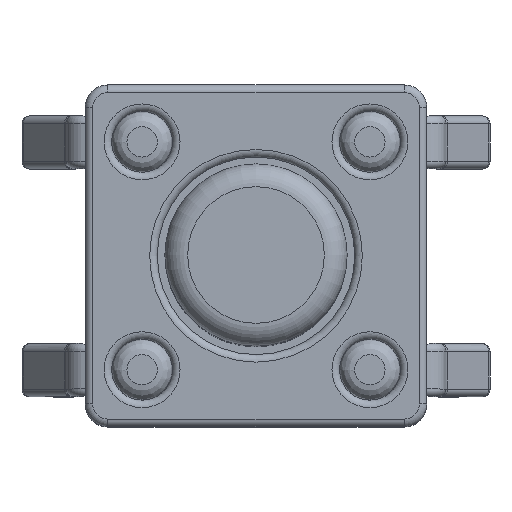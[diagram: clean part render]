
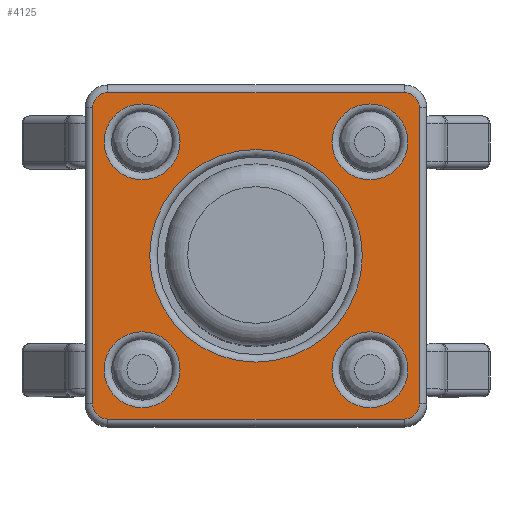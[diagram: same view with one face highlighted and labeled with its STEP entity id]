
A CAD part, top view. The second image highlights one B-rep face of the part: STEP entity #4125.
In plain terms, the highlighted planar face has unit normal (0, 0, 1).
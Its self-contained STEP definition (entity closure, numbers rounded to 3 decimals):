
#138=FACE_BOUND('',#1272,.T.);
#139=FACE_BOUND('',#1273,.T.);
#140=FACE_BOUND('',#1274,.T.);
#141=FACE_BOUND('',#1275,.T.);
#142=FACE_BOUND('',#1276,.T.);
#159=PLANE('',#4458);
#258=LINE('',#6475,#564);
#259=LINE('',#6479,#565);
#260=LINE('',#6483,#566);
#261=LINE('',#6486,#567);
#564=VECTOR('',#5076,10.);
#565=VECTOR('',#5079,10.);
#566=VECTOR('',#5082,10.);
#567=VECTOR('',#5085,10.);
#977=FACE_OUTER_BOUND('',#1271,.T.);
#1271=EDGE_LOOP('',(#2899,#2900,#2901,#2902,#2903,#2904,#2905,#2906));
#1272=EDGE_LOOP('',(#2907));
#1273=EDGE_LOOP('',(#2908));
#1274=EDGE_LOOP('',(#2909));
#1275=EDGE_LOOP('',(#2910));
#1276=EDGE_LOOP('',(#2911));
#1569=CIRCLE('',#4455,0.5);
#1572=CIRCLE('',#4459,0.2);
#1573=CIRCLE('',#4460,0.2);
#1574=CIRCLE('',#4461,0.2);
#1575=CIRCLE('',#4462,0.2);
#1576=CIRCLE('',#4463,0.5);
#1577=CIRCLE('',#4464,1.4);
#1578=CIRCLE('',#4465,0.5);
#1579=CIRCLE('',#4466,0.5);
#1857=VERTEX_POINT('',#6465);
#1859=VERTEX_POINT('',#6471);
#1860=VERTEX_POINT('',#6472);
#1861=VERTEX_POINT('',#6474);
#1862=VERTEX_POINT('',#6476);
#1863=VERTEX_POINT('',#6478);
#1864=VERTEX_POINT('',#6480);
#1865=VERTEX_POINT('',#6482);
#1866=VERTEX_POINT('',#6484);
#1867=VERTEX_POINT('',#6487);
#1868=VERTEX_POINT('',#6489);
#1869=VERTEX_POINT('',#6491);
#1870=VERTEX_POINT('',#6493);
#2226=EDGE_CURVE('',#1857,#1857,#1569,.T.);
#2229=EDGE_CURVE('',#1859,#1860,#1572,.T.);
#2230=EDGE_CURVE('',#1861,#1859,#258,.T.);
#2231=EDGE_CURVE('',#1862,#1861,#1573,.T.);
#2232=EDGE_CURVE('',#1863,#1862,#259,.T.);
#2233=EDGE_CURVE('',#1864,#1863,#1574,.T.);
#2234=EDGE_CURVE('',#1865,#1864,#260,.T.);
#2235=EDGE_CURVE('',#1866,#1865,#1575,.T.);
#2236=EDGE_CURVE('',#1860,#1866,#261,.T.);
#2237=EDGE_CURVE('',#1867,#1867,#1576,.T.);
#2238=EDGE_CURVE('',#1868,#1868,#1577,.T.);
#2239=EDGE_CURVE('',#1869,#1869,#1578,.T.);
#2240=EDGE_CURVE('',#1870,#1870,#1579,.T.);
#2899=ORIENTED_EDGE('',*,*,#2229,.F.);
#2900=ORIENTED_EDGE('',*,*,#2230,.F.);
#2901=ORIENTED_EDGE('',*,*,#2231,.F.);
#2902=ORIENTED_EDGE('',*,*,#2232,.F.);
#2903=ORIENTED_EDGE('',*,*,#2233,.F.);
#2904=ORIENTED_EDGE('',*,*,#2234,.F.);
#2905=ORIENTED_EDGE('',*,*,#2235,.F.);
#2906=ORIENTED_EDGE('',*,*,#2236,.F.);
#2907=ORIENTED_EDGE('',*,*,#2237,.F.);
#2908=ORIENTED_EDGE('',*,*,#2238,.F.);
#2909=ORIENTED_EDGE('',*,*,#2239,.F.);
#2910=ORIENTED_EDGE('',*,*,#2240,.F.);
#2911=ORIENTED_EDGE('',*,*,#2226,.F.);
#4125=ADVANCED_FACE('',(#977,#138,#139,#140,#141,#142),#159,.T.);
#4455=AXIS2_PLACEMENT_3D('',#6466,#5066,#5067);
#4458=AXIS2_PLACEMENT_3D('',#6470,#5072,#5073);
#4459=AXIS2_PLACEMENT_3D('',#6473,#5074,#5075);
#4460=AXIS2_PLACEMENT_3D('',#6477,#5077,#5078);
#4461=AXIS2_PLACEMENT_3D('',#6481,#5080,#5081);
#4462=AXIS2_PLACEMENT_3D('',#6485,#5083,#5084);
#4463=AXIS2_PLACEMENT_3D('',#6488,#5086,#5087);
#4464=AXIS2_PLACEMENT_3D('',#6490,#5088,#5089);
#4465=AXIS2_PLACEMENT_3D('',#6492,#5090,#5091);
#4466=AXIS2_PLACEMENT_3D('',#6494,#5092,#5093);
#5066=DIRECTION('center_axis',(0.,0.,1.));
#5067=DIRECTION('ref_axis',(-1.,0.,0.));
#5072=DIRECTION('center_axis',(0.,0.,1.));
#5073=DIRECTION('ref_axis',(1.,0.,0.));
#5074=DIRECTION('center_axis',(0.,0.,-1.));
#5075=DIRECTION('ref_axis',(-0.707,0.707,0.));
#5076=DIRECTION('',(0.,1.,0.));
#5077=DIRECTION('center_axis',(0.,0.,-1.));
#5078=DIRECTION('ref_axis',(-0.707,-0.707,0.));
#5079=DIRECTION('',(-1.,0.,0.));
#5080=DIRECTION('center_axis',(0.,0.,-1.));
#5081=DIRECTION('ref_axis',(0.707,-0.707,0.));
#5082=DIRECTION('',(0.,-1.,0.));
#5083=DIRECTION('center_axis',(0.,0.,-1.));
#5084=DIRECTION('ref_axis',(0.707,0.707,0.));
#5085=DIRECTION('',(1.,0.,0.));
#5086=DIRECTION('center_axis',(0.,0.,1.));
#5087=DIRECTION('ref_axis',(-1.,0.,0.));
#5088=DIRECTION('center_axis',(0.,0.,1.));
#5089=DIRECTION('ref_axis',(-1.,0.,0.));
#5090=DIRECTION('center_axis',(0.,0.,1.));
#5091=DIRECTION('ref_axis',(-1.,0.,0.));
#5092=DIRECTION('center_axis',(0.,0.,1.));
#5093=DIRECTION('ref_axis',(-1.,0.,0.));
#6465=CARTESIAN_POINT('',(2.,-1.5,2.9));
#6466=CARTESIAN_POINT('Origin',(1.5,-1.5,2.9));
#6470=CARTESIAN_POINT('Origin',(0.,0.,2.9));
#6471=CARTESIAN_POINT('',(-2.15,1.95,2.9));
#6472=CARTESIAN_POINT('',(-1.95,2.15,2.9));
#6473=CARTESIAN_POINT('Origin',(-1.95,1.95,2.9));
#6474=CARTESIAN_POINT('',(-2.15,-1.95,2.9));
#6475=CARTESIAN_POINT('',(-2.15,1.125,2.9));
#6476=CARTESIAN_POINT('',(-1.95,-2.15,2.9));
#6477=CARTESIAN_POINT('Origin',(-1.95,-1.95,2.9));
#6478=CARTESIAN_POINT('',(1.95,-2.15,2.9));
#6479=CARTESIAN_POINT('',(-1.125,-2.15,2.9));
#6480=CARTESIAN_POINT('',(2.15,-1.95,2.9));
#6481=CARTESIAN_POINT('Origin',(1.95,-1.95,2.9));
#6482=CARTESIAN_POINT('',(2.15,1.95,2.9));
#6483=CARTESIAN_POINT('',(2.15,-1.125,2.9));
#6484=CARTESIAN_POINT('',(1.95,2.15,2.9));
#6485=CARTESIAN_POINT('Origin',(1.95,1.95,2.9));
#6486=CARTESIAN_POINT('',(1.125,2.15,2.9));
#6487=CARTESIAN_POINT('',(2.,1.5,2.9));
#6488=CARTESIAN_POINT('Origin',(1.5,1.5,2.9));
#6489=CARTESIAN_POINT('',(1.4,0.,2.9));
#6490=CARTESIAN_POINT('Origin',(0.,0.,2.9));
#6491=CARTESIAN_POINT('',(-1.,-1.5,2.9));
#6492=CARTESIAN_POINT('Origin',(-1.5,-1.5,2.9));
#6493=CARTESIAN_POINT('',(-1.,1.5,2.9));
#6494=CARTESIAN_POINT('Origin',(-1.5,1.5,2.9));
